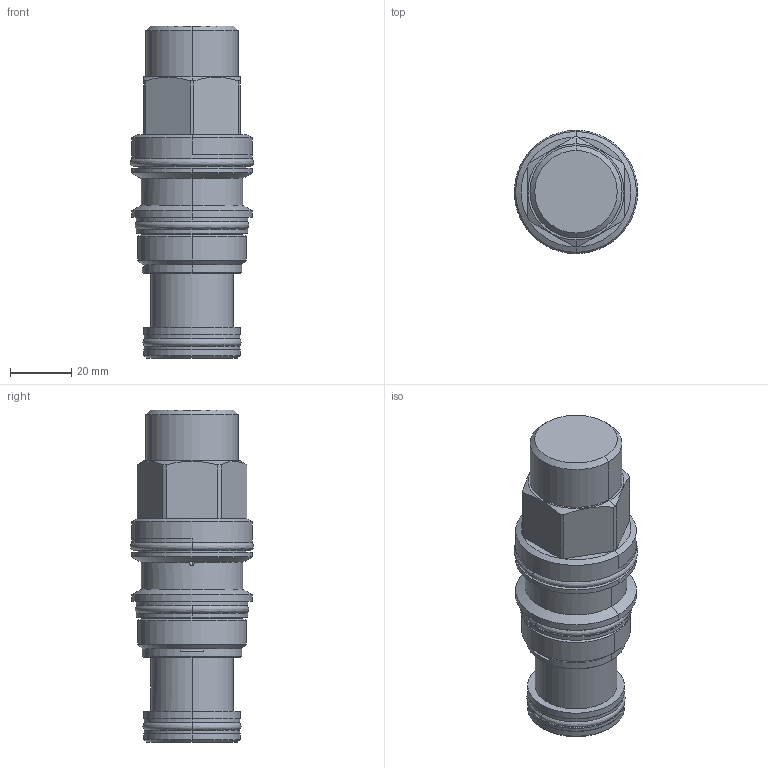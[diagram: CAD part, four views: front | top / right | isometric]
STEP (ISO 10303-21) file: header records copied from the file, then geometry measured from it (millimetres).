
FILE_DESCRIPTION((''),'2;1');
FILE_NAME('PPHC-BBN_PRT','2009-08-20T',('Administrator'),(''),'PRO/ENGINEER BY PARAMETRIC TECHNOLOGY CORPORATION, 2006240','PRO/ENGINEER BY PARAMETRIC TECHNOLOGY CORPORATION, 2006240','');
FILE_SCHEMA(('CONFIG_CONTROL_DESIGN'));
Length unit declared in the file: inch
Products named in the file (1): PPHC-BBN_PRT
Bounding box: 40.36 x 40.36 x 108.72 mm (x, y, z)
Volume: 87696.4 mm3; surface area: 27367.5 mm2
Topology: 5 solids, 5 shells, 175 faces, 392 edges, 235 vertices
Faces by surface type: cylinder 74, plane 38, cone 34, torus 17, revolution 12
Entity records: 5689 total; most frequent: CARTESIAN_POINT 1684, DIRECTION 891, ORIENTED_EDGE 776, EDGE_CURVE 388, AXIS2_PLACEMENT_3D 376, VERTEX_POINT 235, CIRCLE 213, EDGE_LOOP 197
